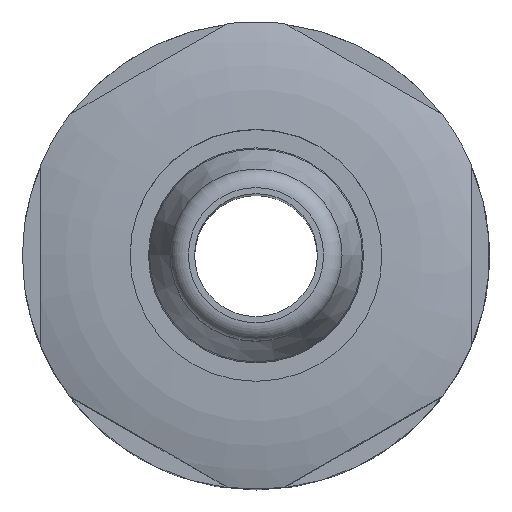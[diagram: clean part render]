
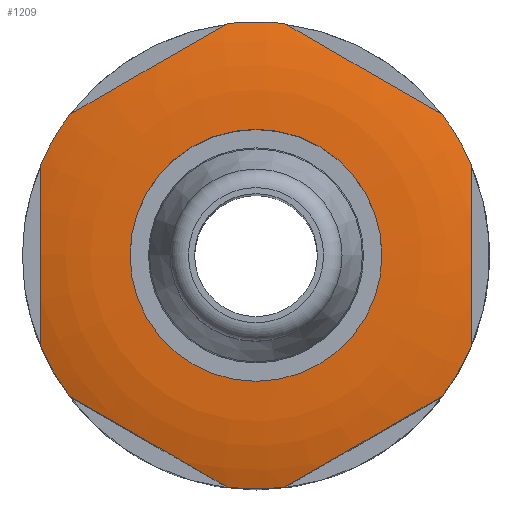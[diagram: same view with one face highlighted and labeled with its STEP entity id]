
A CAD part, top view. The second image highlights one B-rep face of the part: STEP entity #1209.
In plain terms, the highlighted toroidal (fillet/blend) face has major radius 2.05 mm and minor radius 5.5 mm.
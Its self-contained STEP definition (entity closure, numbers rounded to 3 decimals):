
#18=DEGENERATE_TOROIDAL_SURFACE('',#1384,2.05,5.5,
 .T.);
#114=B_SPLINE_CURVE_WITH_KNOTS('',3,(#2124,#2125,#2126,#2127),
 .UNSPECIFIED.,.F.,.F.,(4,4),(0.006,0.009),
 .UNSPECIFIED.);
#115=B_SPLINE_CURVE_WITH_KNOTS('',3,(#2131,#2132,#2133,#2134),
 .UNSPECIFIED.,.F.,.F.,(4,4),(0.,0.003),
 .UNSPECIFIED.);
#116=B_SPLINE_CURVE_WITH_KNOTS('',3,(#2138,#2139,#2140,#2141),
 .UNSPECIFIED.,.F.,.F.,(4,4),(0.,0.003),
 .UNSPECIFIED.);
#117=B_SPLINE_CURVE_WITH_KNOTS('',3,(#2145,#2146,#2147,#2148),
 .UNSPECIFIED.,.F.,.F.,(4,4),(0.006,0.009),
 .UNSPECIFIED.);
#118=B_SPLINE_CURVE_WITH_KNOTS('',3,(#2152,#2153,#2154,#2155),
 .UNSPECIFIED.,.F.,.F.,(4,4),(0.,0.003),
 .UNSPECIFIED.);
#119=B_SPLINE_CURVE_WITH_KNOTS('',3,(#2159,#2160,#2161,#2162),
 .UNSPECIFIED.,.F.,.F.,(4,4),(0.,0.003),
 .UNSPECIFIED.);
#188=CIRCLE('',#1385,2.05);
#189=CIRCLE('',#1386,3.8);
#190=CIRCLE('',#1387,3.8);
#191=CIRCLE('',#1388,3.8);
#192=CIRCLE('',#1389,3.8);
#193=CIRCLE('',#1390,3.8);
#194=CIRCLE('',#1391,3.8);
#422=ORIENTED_EDGE('',*,*,#620,.T.);
#423=ORIENTED_EDGE('',*,*,#621,.F.);
#424=ORIENTED_EDGE('',*,*,#622,.T.);
#425=ORIENTED_EDGE('',*,*,#623,.F.);
#426=ORIENTED_EDGE('',*,*,#624,.T.);
#427=ORIENTED_EDGE('',*,*,#625,.F.);
#428=ORIENTED_EDGE('',*,*,#626,.T.);
#429=ORIENTED_EDGE('',*,*,#627,.F.);
#430=ORIENTED_EDGE('',*,*,#628,.T.);
#431=ORIENTED_EDGE('',*,*,#629,.F.);
#432=ORIENTED_EDGE('',*,*,#630,.T.);
#433=ORIENTED_EDGE('',*,*,#631,.F.);
#434=ORIENTED_EDGE('',*,*,#632,.T.);
#620=EDGE_CURVE('',#743,#743,#188,.T.);
#621=EDGE_CURVE('',#744,#745,#189,.T.);
#622=EDGE_CURVE('',#744,#746,#114,.T.);
#623=EDGE_CURVE('',#747,#746,#190,.T.);
#624=EDGE_CURVE('',#747,#748,#115,.T.);
#625=EDGE_CURVE('',#749,#748,#191,.T.);
#626=EDGE_CURVE('',#749,#750,#116,.T.);
#627=EDGE_CURVE('',#751,#750,#192,.T.);
#628=EDGE_CURVE('',#751,#752,#117,.T.);
#629=EDGE_CURVE('',#753,#752,#193,.T.);
#630=EDGE_CURVE('',#753,#754,#118,.T.);
#631=EDGE_CURVE('',#755,#754,#194,.T.);
#632=EDGE_CURVE('',#755,#745,#119,.T.);
#743=VERTEX_POINT('',#2120);
#744=VERTEX_POINT('',#2122);
#745=VERTEX_POINT('',#2123);
#746=VERTEX_POINT('',#2128);
#747=VERTEX_POINT('',#2130);
#748=VERTEX_POINT('',#2135);
#749=VERTEX_POINT('',#2137);
#750=VERTEX_POINT('',#2142);
#751=VERTEX_POINT('',#2144);
#752=VERTEX_POINT('',#2149);
#753=VERTEX_POINT('',#2151);
#754=VERTEX_POINT('',#2156);
#755=VERTEX_POINT('',#2158);
#975=EDGE_LOOP('',(#422));
#976=EDGE_LOOP('',(#423,#424,#425,#426,#427,#428,#429,#430,#431,#432,#433,
#434));
#1100=FACE_BOUND('',#975,.T.);
#1101=FACE_BOUND('',#976,.T.);
#1209=ADVANCED_FACE('',(#1100,#1101),#18,.T.);
#1384=AXIS2_PLACEMENT_3D('',#2118,#1699,#1700);
#1385=AXIS2_PLACEMENT_3D('',#2119,#1701,#1702);
#1386=AXIS2_PLACEMENT_3D('',#2121,#1703,#1704);
#1387=AXIS2_PLACEMENT_3D('',#2129,#1705,#1706);
#1388=AXIS2_PLACEMENT_3D('',#2136,#1707,#1708);
#1389=AXIS2_PLACEMENT_3D('',#2143,#1709,#1710);
#1390=AXIS2_PLACEMENT_3D('',#2150,#1711,#1712);
#1391=AXIS2_PLACEMENT_3D('',#2157,#1713,#1714);
#1699=DIRECTION('',(0.,0.,-1.));
#1700=DIRECTION('',(-1.,0.,0.));
#1701=DIRECTION('',(0.,0.,-1.));
#1702=DIRECTION('',(-1.,0.,0.));
#1703=DIRECTION('',(0.,0.,-1.));
#1704=DIRECTION('',(-1.,0.,0.));
#1705=DIRECTION('',(0.,0.,-1.));
#1706=DIRECTION('',(-1.,0.,0.));
#1707=DIRECTION('',(0.,0.,-1.));
#1708=DIRECTION('',(-1.,0.,0.));
#1709=DIRECTION('',(0.,0.,-1.));
#1710=DIRECTION('',(-1.,0.,0.));
#1711=DIRECTION('',(0.,0.,-1.));
#1712=DIRECTION('',(-1.,0.,0.));
#1713=DIRECTION('',(0.,0.,-1.));
#1714=DIRECTION('',(-1.,0.,0.));
#2118=CARTESIAN_POINT('',(0.,0.,7.5));
#2119=CARTESIAN_POINT('',(0.,0.,13.));
#2120=CARTESIAN_POINT('',(-2.05,0.,13.));
#2121=CARTESIAN_POINT('',(0.,0.,12.714));
#2122=CARTESIAN_POINT('',(-3.5,1.48,12.714));
#2123=CARTESIAN_POINT('',(-3.032,2.291,12.714));
#2124=CARTESIAN_POINT('',(-3.5,1.48,12.714));
#2125=CARTESIAN_POINT('',(-3.5,0.493,12.843));
#2126=CARTESIAN_POINT('',(-3.5,-0.503,12.842));
#2127=CARTESIAN_POINT('',(-3.5,-1.48,12.714));
#2128=CARTESIAN_POINT('',(-3.5,-1.48,12.714));
#2129=CARTESIAN_POINT('',(0.,0.,12.714));
#2130=CARTESIAN_POINT('',(-3.032,-2.291,12.714));
#2131=CARTESIAN_POINT('',(-3.032,-2.291,12.714));
#2132=CARTESIAN_POINT('',(-2.177,-2.784,12.843));
#2133=CARTESIAN_POINT('',(-1.323,-3.278,12.843));
#2134=CARTESIAN_POINT('',(-0.468,-3.771,12.714));
#2135=CARTESIAN_POINT('',(-0.468,-3.771,12.714));
#2136=CARTESIAN_POINT('',(0.,0.,12.714));
#2137=CARTESIAN_POINT('',(0.468,-3.771,12.714));
#2138=CARTESIAN_POINT('',(0.468,-3.771,12.714));
#2139=CARTESIAN_POINT('',(1.323,-3.278,12.843));
#2140=CARTESIAN_POINT('',(2.177,-2.784,12.843));
#2141=CARTESIAN_POINT('',(3.032,-2.291,12.714));
#2142=CARTESIAN_POINT('',(3.032,-2.291,12.714));
#2143=CARTESIAN_POINT('',(0.,0.,12.714));
#2144=CARTESIAN_POINT('',(3.5,-1.48,12.714));
#2145=CARTESIAN_POINT('',(3.5,-1.48,12.714));
#2146=CARTESIAN_POINT('',(3.5,-0.493,12.843));
#2147=CARTESIAN_POINT('',(3.5,0.503,12.842));
#2148=CARTESIAN_POINT('',(3.5,1.48,12.714));
#2149=CARTESIAN_POINT('',(3.5,1.48,12.714));
#2150=CARTESIAN_POINT('',(0.,0.,12.714));
#2151=CARTESIAN_POINT('',(3.032,2.291,12.714));
#2152=CARTESIAN_POINT('',(3.032,2.291,12.714));
#2153=CARTESIAN_POINT('',(2.177,2.784,12.843));
#2154=CARTESIAN_POINT('',(1.323,3.278,12.843));
#2155=CARTESIAN_POINT('',(0.468,3.771,12.714));
#2156=CARTESIAN_POINT('',(0.468,3.771,12.714));
#2157=CARTESIAN_POINT('',(0.,0.,12.714));
#2158=CARTESIAN_POINT('',(-0.468,3.771,12.714));
#2159=CARTESIAN_POINT('',(-0.468,3.771,12.714));
#2160=CARTESIAN_POINT('',(-1.323,3.278,12.843));
#2161=CARTESIAN_POINT('',(-2.177,2.784,12.843));
#2162=CARTESIAN_POINT('',(-3.032,2.291,12.714));
